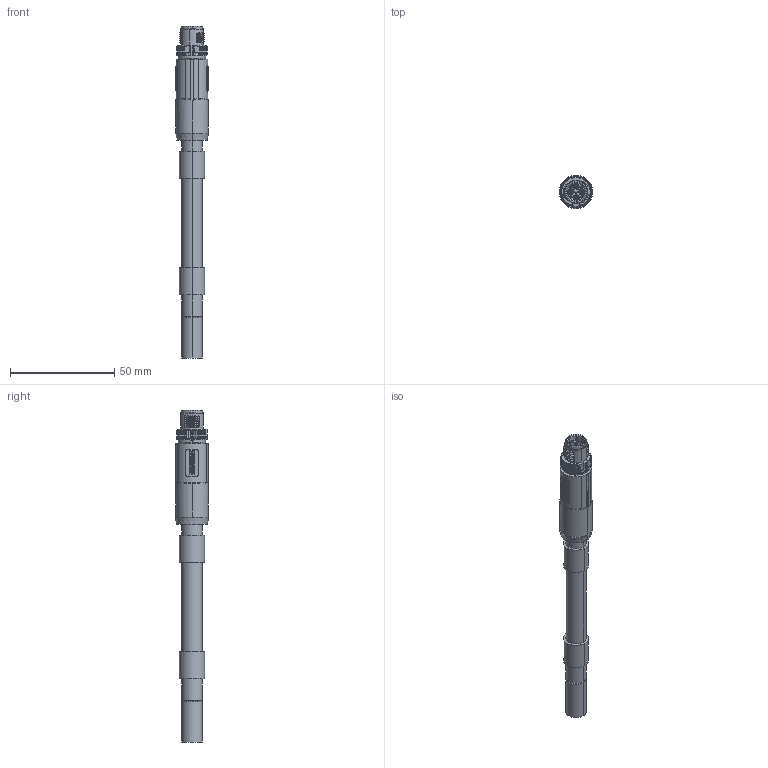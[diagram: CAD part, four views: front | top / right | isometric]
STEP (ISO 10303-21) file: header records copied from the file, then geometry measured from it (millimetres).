
FILE_DESCRIPTION(('HOOPS Exchange Step'),'2;1');
FILE_NAME('export-80F77CAE-A3BA-4948-804C-C0DD297792C5.stp','2021-02-13T16:35:06+01:00',('Engineering'),('Alibre'),'HOOPS Exchange 2020.1','Alibre','Unknown authorisation');
FILE_SCHEMA( ('AP242_MANAGED_MODEL_BASED_3D_ENGINEERING_MIM_LF {1 0 10303 442 1 1 4 }') );
Length unit declared in the file: millimetre
Products named in the file (1): 5477 M12-S Power (3+PE) Cable L=5000mm MALE Shielded with Openend
Bounding box: 16 x 16 x 158.95 mm (x, y, z)
Volume: 17380.3 mm3; surface area: 7294.4 mm2
Topology: 1 solids, 1 shells, 1300 faces, 3450 edges, 2215 vertices
Faces by surface type: plane 663, cylinder 298, bspline 205, torus 77, cone 49, sphere 8
Entity records: 77239 total; most frequent: CARTESIAN_POINT 46762, ORIENTED_EDGE 6844, DIRECTION 5530, EDGE_CURVE 3422, VERTEX_POINT 2211, AXIS2_PLACEMENT_3D 1868, VECTOR 1794, LINE 1794
